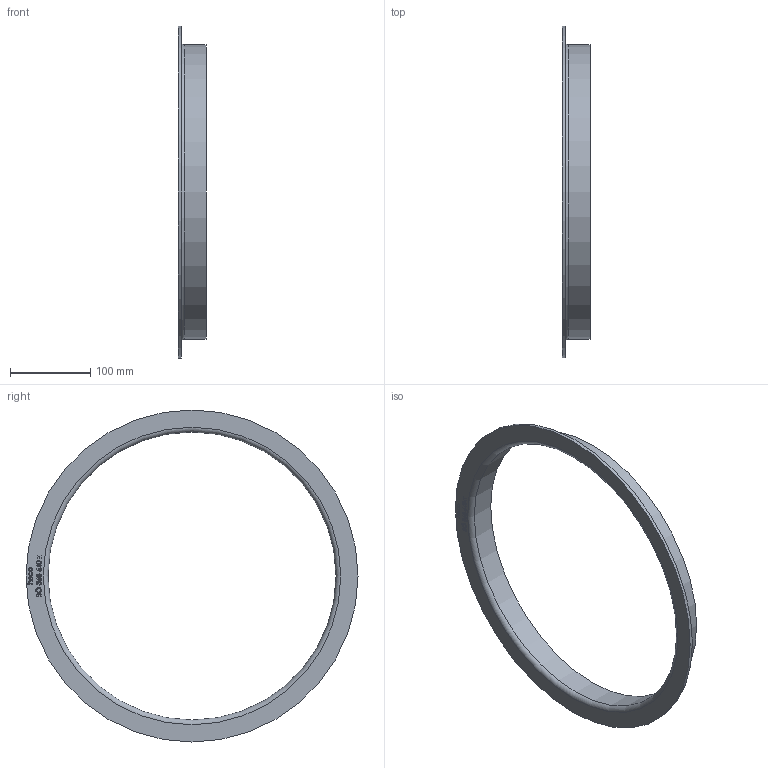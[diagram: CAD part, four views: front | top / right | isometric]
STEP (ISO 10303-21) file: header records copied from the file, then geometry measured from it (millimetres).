
FILE_DESCRIPTION (( 'STEP AP214' ), '1' );
FILE_NAME ('BÖ-368-640-x Vorschweissbördel 2011.STEP', '2020-11-25T12:18:47', ( '' ), ( '' ), 'SwSTEP 2.0', 'SolidWorks 2019', '' );
FILE_SCHEMA (( 'AUTOMOTIVE_DESIGN' ));
Length unit declared in the file: millimetre
Products named in the file (1): BÖ-368-640-x Vorschweissbördel 2011
Bounding box: 35 x 415 x 415 mm (x, y, z)
Volume: 270891.8 mm3; surface area: 142733.5 mm2
Topology: 1 solids, 1 shells, 223 faces, 572 edges, 381 vertices
Faces by surface type: bspline 118, plane 100, cylinder 3, torus 2
Full cylindrical faces by diameter (mm): 360 x1, 368 x1, 415 x1
Entity records: 15334 total; most frequent: CARTESIAN_POINT 8456, ORIENTED_EDGE 1132, EDGE_CURVE 566, DIRECTION 550, VERTEX_POINT 380, LINE 322, VECTOR 322, EDGE_LOOP 260
